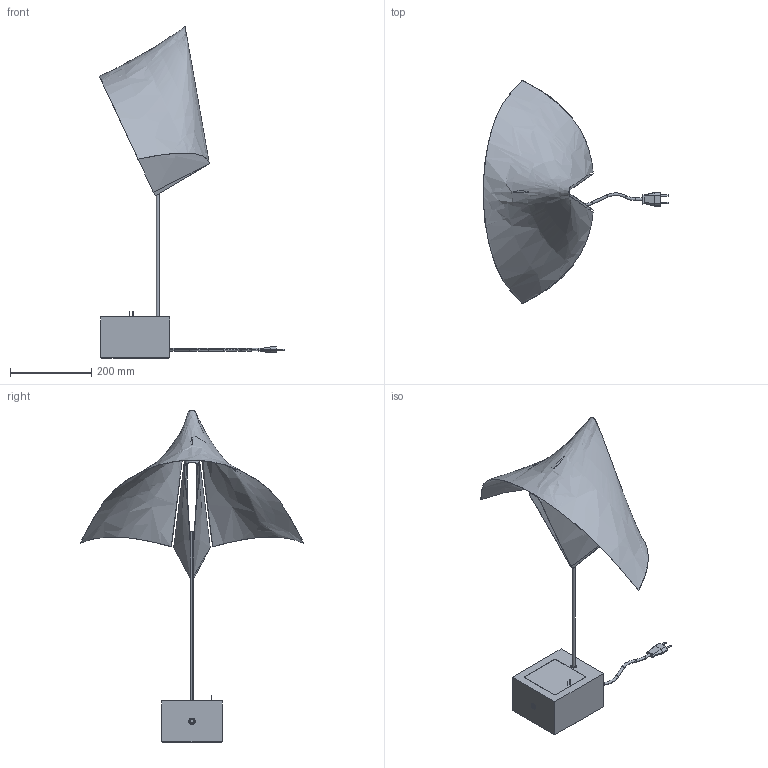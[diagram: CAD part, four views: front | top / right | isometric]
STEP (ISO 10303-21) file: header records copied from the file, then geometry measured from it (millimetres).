
FILE_DESCRIPTION (( 'STEP AP214' ), '1' );
FILE_NAME ('BADESSA.STEP', '2020-08-12T09:45:23', ( '' ), ( '' ), 'SwSTEP 2.0', 'SolidWorks 2014', '' );
FILE_SCHEMA (( 'AUTOMOTIVE_DESIGN' ));
Length unit declared in the file: millimetre
Products named in the file (65): 002TM_005; vite tsp_t_croce_autofil_ 3,9 x35; 002TM_012; vite tspei m4 x16; capocorda occh d 5; NEOPRENE_ADESIVIZZATO_SP_5MM; GUAINA_TERMO_D_10_L100; vite autofil d.3.5 X 13 cil croce; vite_autofil_d.2.9X25_SVASATA croce; SPINA_LEGNO_D6X10; 002TM_007; 002TM_006; vite tc m3x12 croce; 002TM_002; 002TM_003; bloccacavo_STEAB_5922; 002TM_004; 002TM_013; 002TM_001; 002TM_011; spina ce con cavo; 002TM_010; 002TM_008; 002TM_009; driver_alvit_30w; BADESSA
Assembly tree (39 placements, depth 2):
  002TM_005
  vite tsp_t_croce_autofil_ 3,9 x35
  vite tspei m4 x16
  capocorda occh d 5
  NEOPRENE_ADESIVIZZATO_SP_5MM
Bounding box: 455.92 x 550 x 817.11 mm (x, y, z)
Volume: 1829982.1 mm3; surface area: 1084069 mm2
Topology: 43 solids, 43 shells, 1612 faces, 3952 edges, 2569 vertices
Faces by surface type: plane 1079, cylinder 371, cone 93, torus 52, bspline 11, sphere 6
Entity records: 44137 total; most frequent: CARTESIAN_POINT 8875, DIRECTION 6901, ORIENTED_EDGE 6842, EDGE_CURVE 3421, VECTOR 2465, LINE 2465, VERTEX_POINT 2244, AXIS2_PLACEMENT_3D 2218
